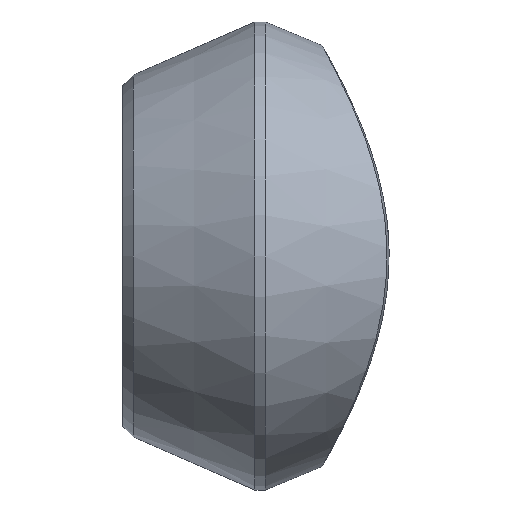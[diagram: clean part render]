
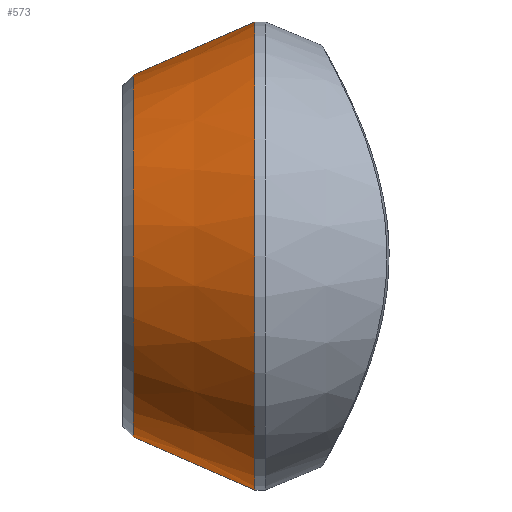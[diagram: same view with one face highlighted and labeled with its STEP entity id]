
A CAD part, left-side view. The second image highlights one B-rep face of the part: STEP entity #573.
In plain terms, the highlighted conical face has half-angle 23.546 degrees and reference radius 34.074 mm.
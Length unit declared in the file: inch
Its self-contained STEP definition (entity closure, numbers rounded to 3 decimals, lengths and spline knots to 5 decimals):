
#17 = CARTESIAN_POINT ( 'NONE',  ( 0., 3.423, 0. ) ) ;
#53 = EDGE_CURVE ( 'NONE', #146, #966, #561, .T. ) ;
#64 = EDGE_CURVE ( 'NONE', #136, #460, #1416, .T. ) ;
#68 = FACE_OUTER_BOUND ( 'NONE', #612, .T. ) ;
#136 = VERTEX_POINT ( 'NONE', #491 ) ;
#146 = VERTEX_POINT ( 'NONE', #803 ) ;
#240 = DIRECTION ( 'NONE',  ( 0., -1., 0. ) ) ;
#242 = AXIS2_PLACEMENT_3D ( 'NONE', #340, #240, #1055 ) ;
#248 = ORIENTED_EDGE ( 'NONE', *, *, #591, .T. ) ;
#280 = VECTOR ( 'NONE', #1271, 39.37008 ) ;
#310 = CARTESIAN_POINT ( 'NONE',  ( 0., 3.423, -1.3415 ) ) ;
#340 = CARTESIAN_POINT ( 'NONE',  ( 0., 2.52141, 0. ) ) ;
#422 = VECTOR ( 'NONE', #425, 39.37008 ) ;
#425 = DIRECTION ( 'NONE',  ( 0., -0.917, -0.399 ) ) ;
#460 = VERTEX_POINT ( 'NONE', #860 ) ;
#491 = CARTESIAN_POINT ( 'NONE',  ( 0., 3.423, 1.3415 ) ) ;
#561 = CIRCLE ( 'NONE', #242, 1.73438 ) ;
#573 = ADVANCED_FACE ( 'NONE', ( #68 ), #1486, .T. ) ;
#591 = EDGE_CURVE ( 'NONE', #460, #966, #1461, .T. ) ;
#612 = EDGE_LOOP ( 'NONE', ( #965, #973, #248, #710 ) ) ;
#613 = AXIS2_PLACEMENT_3D ( 'NONE', #17, #934, #1181 ) ;
#651 = DIRECTION ( 'NONE',  ( 0., 0., -1. ) ) ;
#659 = CARTESIAN_POINT ( 'NONE',  ( 0., 2.52141, -1.73438 ) ) ;
#710 = ORIENTED_EDGE ( 'NONE', *, *, #53, .F. ) ;
#803 = CARTESIAN_POINT ( 'NONE',  ( 0., 2.52141, 1.73438 ) ) ;
#809 = LINE ( 'NONE', #1137, #280 ) ;
#860 = CARTESIAN_POINT ( 'NONE',  ( 0., 3.423, -1.3415 ) ) ;
#906 = EDGE_CURVE ( 'NONE', #136, #146, #809, .T. ) ;
#934 = DIRECTION ( 'NONE',  ( 0., -1., 0. ) ) ;
#965 = ORIENTED_EDGE ( 'NONE', *, *, #906, .F. ) ;
#966 = VERTEX_POINT ( 'NONE', #659 ) ;
#973 = ORIENTED_EDGE ( 'NONE', *, *, #64, .T. ) ;
#1055 = DIRECTION ( 'NONE',  ( 0., 0., -1. ) ) ;
#1079 = AXIS2_PLACEMENT_3D ( 'NONE', #1346, #1369, #651 ) ;
#1137 = CARTESIAN_POINT ( 'NONE',  ( 0., 3.423, 1.3415 ) ) ;
#1181 = DIRECTION ( 'NONE',  ( 0., 0., -1. ) ) ;
#1271 = DIRECTION ( 'NONE',  ( 0., -0.917, 0.399 ) ) ;
#1346 = CARTESIAN_POINT ( 'NONE',  ( 0., 3.423, 0. ) ) ;
#1369 = DIRECTION ( 'NONE',  ( 0., -1., 0. ) ) ;
#1416 = CIRCLE ( 'NONE', #613, 1.3415 ) ;
#1461 = LINE ( 'NONE', #310, #422 ) ;
#1486 = CONICAL_SURFACE ( 'NONE', #1079, 1.3415, 0.411 ) ;
